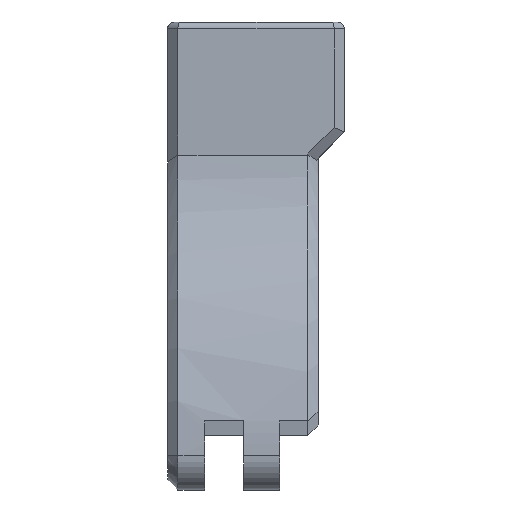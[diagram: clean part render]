
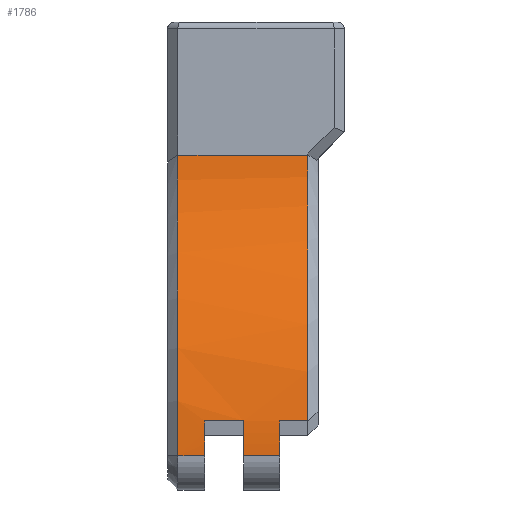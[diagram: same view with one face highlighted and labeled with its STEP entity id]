
A CAD part, left-side view. The second image highlights one B-rep face of the part: STEP entity #1786.
In plain terms, the highlighted cylindrical face has radius 47.5 mm (diameter 95 mm), a partial arc.
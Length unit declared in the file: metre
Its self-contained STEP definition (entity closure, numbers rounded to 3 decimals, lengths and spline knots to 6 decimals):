
#45=ELLIPSE('',#1922,0.095,0.0475);
#59=CYLINDRICAL_SURFACE('',#1916,0.0475);
#93=CIRCLE('',#1917,0.0475);
#94=CIRCLE('',#1918,0.0475);
#95=CIRCLE('',#1919,0.0475);
#96=CIRCLE('',#1920,0.0475);
#97=CIRCLE('',#1921,0.0475);
#181=ORIENTED_EDGE('',*,*,#715,.T.);
#182=ORIENTED_EDGE('',*,*,#716,.T.);
#183=ORIENTED_EDGE('',*,*,#717,.F.);
#184=ORIENTED_EDGE('',*,*,#718,.T.);
#185=ORIENTED_EDGE('',*,*,#719,.T.);
#186=ORIENTED_EDGE('',*,*,#720,.T.);
#187=ORIENTED_EDGE('',*,*,#721,.F.);
#188=ORIENTED_EDGE('',*,*,#722,.F.);
#189=ORIENTED_EDGE('',*,*,#723,.T.);
#190=ORIENTED_EDGE('',*,*,#724,.T.);
#191=ORIENTED_EDGE('',*,*,#725,.T.);
#715=EDGE_CURVE('',#981,#982,#1138,.T.);
#716=EDGE_CURVE('',#982,#983,#93,.F.);
#717=EDGE_CURVE('',#984,#983,#1139,.T.);
#718=EDGE_CURVE('',#984,#985,#94,.T.);
#719=EDGE_CURVE('',#985,#986,#1140,.F.);
#720=EDGE_CURVE('',#986,#987,#95,.T.);
#721=EDGE_CURVE('',#988,#987,#1141,.T.);
#722=EDGE_CURVE('',#989,#988,#96,.T.);
#723=EDGE_CURVE('',#989,#990,#1142,.F.);
#724=EDGE_CURVE('',#990,#991,#97,.T.);
#725=EDGE_CURVE('',#991,#981,#45,.F.);
#981=VERTEX_POINT('',#2718);
#982=VERTEX_POINT('',#2719);
#983=VERTEX_POINT('',#2721);
#984=VERTEX_POINT('',#2723);
#985=VERTEX_POINT('',#2725);
#986=VERTEX_POINT('',#2727);
#987=VERTEX_POINT('',#2729);
#988=VERTEX_POINT('',#2731);
#989=VERTEX_POINT('',#2733);
#990=VERTEX_POINT('',#2735);
#991=VERTEX_POINT('',#2737);
#1138=LINE('',#2717,#1319);
#1139=LINE('',#2722,#1320);
#1140=LINE('',#2726,#1321);
#1141=LINE('',#2730,#1322);
#1142=LINE('',#2734,#1323);
#1319=VECTOR('',#2142,1.);
#1320=VECTOR('',#2145,1.);
#1321=VECTOR('',#2148,1.);
#1322=VECTOR('',#2151,1.);
#1323=VECTOR('',#2154,1.);
#1478=EDGE_LOOP('',(#181,#182,#183,#184,#185,#186,#187,#188,#189,#190,#191));
#1600=FACE_BOUND('',#1478,.T.);
#1786=ADVANCED_FACE('',(#1600),#59,.T.);
#1916=AXIS2_PLACEMENT_3D('',#2716,#2140,#2141);
#1917=AXIS2_PLACEMENT_3D('',#2720,#2143,#2144);
#1918=AXIS2_PLACEMENT_3D('',#2724,#2146,#2147);
#1919=AXIS2_PLACEMENT_3D('',#2728,#2149,#2150);
#1920=AXIS2_PLACEMENT_3D('',#2732,#2152,#2153);
#1921=AXIS2_PLACEMENT_3D('',#2736,#2155,#2156);
#1922=AXIS2_PLACEMENT_3D('',#2738,#2157,#2158);
#2140=DIRECTION('',(0.,1.,0.));
#2141=DIRECTION('',(0.,0.,1.));
#2142=DIRECTION('',(0.,1.,0.));
#2143=DIRECTION('',(0.,1.,0.));
#2144=DIRECTION('',(0.,0.,1.));
#2145=DIRECTION('',(0.,1.,0.));
#2146=DIRECTION('',(0.,1.,0.));
#2147=DIRECTION('',(0.,0.,1.));
#2148=DIRECTION('',(0.,1.,0.));
#2149=DIRECTION('',(0.,-1.,0.));
#2150=DIRECTION('',(0.,0.,-1.));
#2151=DIRECTION('',(0.,1.,0.));
#2152=DIRECTION('',(0.,-1.,0.));
#2153=DIRECTION('',(0.,0.,-1.));
#2154=DIRECTION('',(0.,1.,0.));
#2155=DIRECTION('',(0.,1.,0.));
#2156=DIRECTION('',(0.,0.,1.));
#2157=DIRECTION('',(0.707,0.5,0.5));
#2158=DIRECTION('',(-0.408,0.866,-0.289));
#2716=CARTESIAN_POINT('',(0.0312,-0.017679,-0.0925));
#2717=CARTESIAN_POINT('',(0.0132,-0.017679,-0.048543));
#2718=CARTESIAN_POINT('',(0.0132,-0.016015,-0.048543));
#2719=CARTESIAN_POINT('',(0.0132,0.002821,-0.048543));
#2720=CARTESIAN_POINT('',(0.0312,0.002821,-0.0925));
#2721=CARTESIAN_POINT('',(-0.0163,0.002821,-0.0925));
#2722=CARTESIAN_POINT('',(-0.0163,-0.017679,-0.0925));
#2723=CARTESIAN_POINT('',(-0.0163,-0.001079,-0.0925));
#2724=CARTESIAN_POINT('',(0.0312,-0.001079,-0.0925));
#2725=CARTESIAN_POINT('',(-0.016025,-0.001079,-0.0874));
#2726=CARTESIAN_POINT('',(-0.016025,-0.001079,-0.0874));
#2727=CARTESIAN_POINT('',(-0.016025,-0.006779,-0.0874));
#2728=CARTESIAN_POINT('',(0.0312,-0.006779,-0.0925));
#2729=CARTESIAN_POINT('',(-0.0163,-0.006779,-0.0925));
#2730=CARTESIAN_POINT('',(-0.0163,-0.017679,-0.0925));
#2731=CARTESIAN_POINT('',(-0.0163,-0.012079,-0.0925));
#2732=CARTESIAN_POINT('',(0.0312,-0.012079,-0.0925));
#2733=CARTESIAN_POINT('',(-0.016025,-0.012079,-0.0874));
#2734=CARTESIAN_POINT('',(-0.016025,-0.017679,-0.0874));
#2735=CARTESIAN_POINT('',(-0.016025,-0.016179,-0.0874));
#2736=CARTESIAN_POINT('',(0.0312,-0.016179,-0.0925));
#2737=CARTESIAN_POINT('',(0.01329,-0.016179,-0.048506));
#2738=CARTESIAN_POINT('',(0.0312,0.002487,-0.0925));
